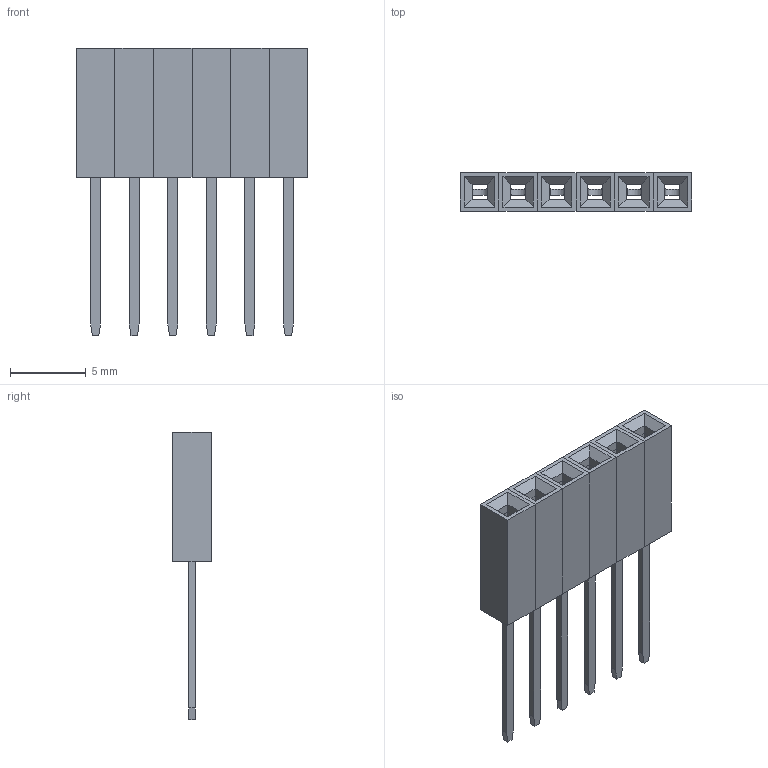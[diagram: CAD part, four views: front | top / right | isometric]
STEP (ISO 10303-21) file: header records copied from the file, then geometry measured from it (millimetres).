
FILE_DESCRIPTION (( 'STEP AP214' ), '1' );
FILE_NAME ('User Library-SIL_Socket06_.STEP', '2015-03-12T19:31:13', ( 'Windows User' ), ( '' ), 'SwSTEP 2.0', 'SolidWorks 2015', '' );
FILE_SCHEMA (( 'AUTOMOTIVE_DESIGN' ));
Length unit declared in the file: centimetre
Products named in the file (3): User Library-SIL_Socket06__SIL_SocketPin; User Library-SIL_Socket06__SIL_Socket_Body; User Library-SIL_Socket06_
Assembly tree (12 placements, depth 2):
  User Library-SIL_Socket06_
    User Library-SIL_Socket06__SIL_Socket_Body  x6
    User Library-SIL_Socket06__SIL_SocketPin  x6
Bounding box: 15.24 x 2.54 x 18.96 mm (x, y, z)
Volume: 177.7 mm3; surface area: 1268.7 mm2
Topology: 12 solids, 12 shells, 246 faces, 624 edges, 408 vertices
Faces by surface type: plane 204, cylinder 42
Entity records: 1865 total; most frequent: DIRECTION 230, CARTESIAN_POINT 228, ORIENTED_EDGE 208, EDGE_CURVE 104, VECTOR 90, LINE 90, AXIS2_PLACEMENT_3D 70, VERTEX_POINT 68
